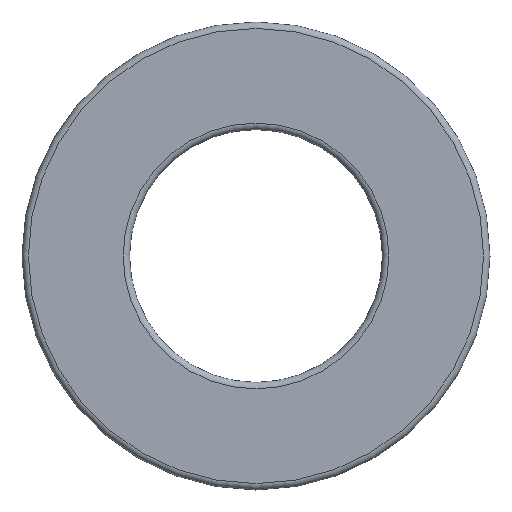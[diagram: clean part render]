
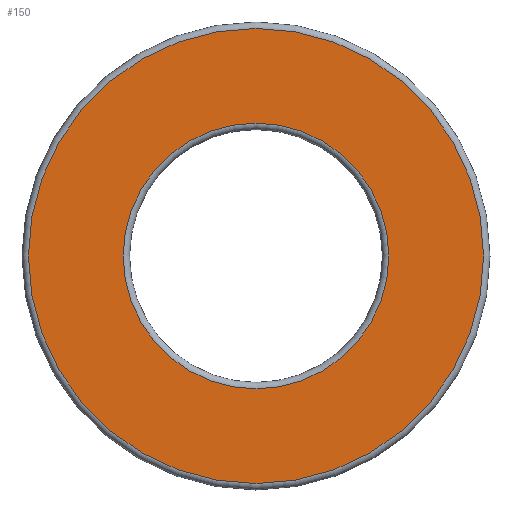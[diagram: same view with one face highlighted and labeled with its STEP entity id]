
A CAD part, left-side view. The second image highlights one B-rep face of the part: STEP entity #150.
In plain terms, the highlighted planar face has unit normal (-1, 0, 0).
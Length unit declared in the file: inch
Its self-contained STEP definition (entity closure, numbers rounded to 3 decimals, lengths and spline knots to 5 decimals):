
#23 = AXIS2_PLACEMENT_3D ( 'NONE', #427, #562, #761 ) ;
#49 = EDGE_LOOP ( 'NONE', ( #105 ) ) ;
#50 = DIRECTION ( 'NONE',  ( -1., 0., 0. ) ) ;
#77 = PLANE ( 'NONE',  #548 ) ;
#105 = ORIENTED_EDGE ( 'NONE', *, *, #524, .F. ) ;
#140 = VERTEX_POINT ( 'NONE', #785 ) ;
#150 = ADVANCED_FACE ( 'NONE', ( #203, #547 ), #77, .F. ) ;
#203 = FACE_BOUND ( 'NONE', #49, .T. ) ;
#225 = AXIS2_PLACEMENT_3D ( 'NONE', #559, #50, #301 ) ;
#255 = VERTEX_POINT ( 'NONE', #522 ) ;
#301 = DIRECTION ( 'NONE',  ( 0., 0., 1. ) ) ;
#340 = CIRCLE ( 'NONE', #225, 0.4135 ) ;
#427 = CARTESIAN_POINT ( 'NONE',  ( -0.236, 0., 0. ) ) ;
#446 = DIRECTION ( 'NONE',  ( 1., 0., 0. ) ) ;
#522 = CARTESIAN_POINT ( 'NONE',  ( -0.236, 0., 0.7085 ) ) ;
#524 = EDGE_CURVE ( 'NONE', #140, #140, #340, .T. ) ;
#547 = FACE_OUTER_BOUND ( 'NONE', #812, .T. ) ;
#548 = AXIS2_PLACEMENT_3D ( 'NONE', #713, #446, #773 ) ;
#559 = CARTESIAN_POINT ( 'NONE',  ( -0.236, 0., 0. ) ) ;
#562 = DIRECTION ( 'NONE',  ( -1., 0., 0. ) ) ;
#564 = CIRCLE ( 'NONE', #23, 0.7085 ) ;
#713 = CARTESIAN_POINT ( 'NONE',  ( -0.236, 0., 0. ) ) ;
#752 = ORIENTED_EDGE ( 'NONE', *, *, #799, .T. ) ;
#761 = DIRECTION ( 'NONE',  ( 0., 0., 1. ) ) ;
#773 = DIRECTION ( 'NONE',  ( 0., 0., -1. ) ) ;
#785 = CARTESIAN_POINT ( 'NONE',  ( -0.236, 0., 0.4135 ) ) ;
#799 = EDGE_CURVE ( 'NONE', #255, #255, #564, .T. ) ;
#812 = EDGE_LOOP ( 'NONE', ( #752 ) ) ;
